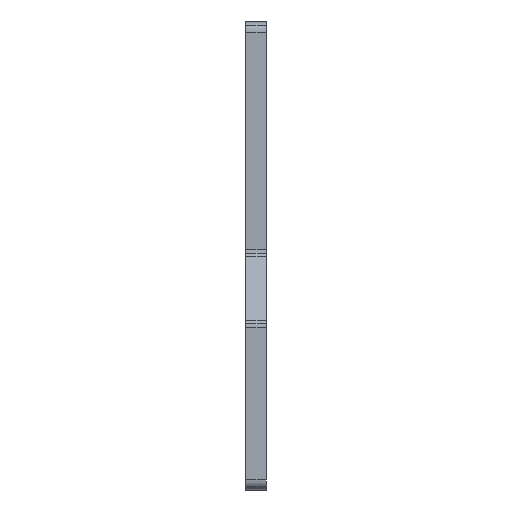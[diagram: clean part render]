
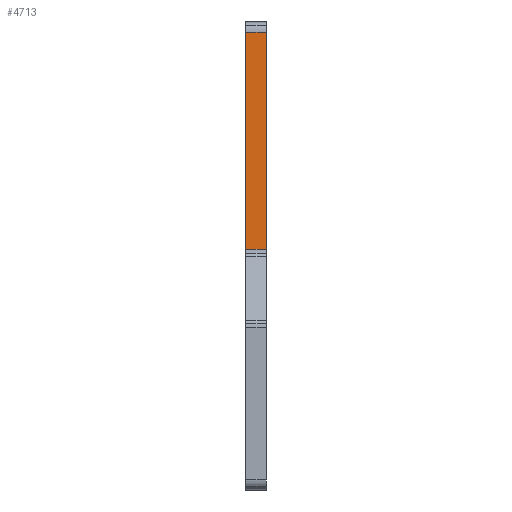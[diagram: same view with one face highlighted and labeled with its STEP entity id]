
A CAD part, left-side view. The second image highlights one B-rep face of the part: STEP entity #4713.
In plain terms, the highlighted planar face has unit normal (-1, 0, 0).
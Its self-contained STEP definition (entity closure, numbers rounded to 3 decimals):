
#689=CARTESIAN_POINT('',(-46.75,0.0,23.164));
#690=VERTEX_POINT('',#689);
#698=CARTESIAN_POINT('',(-46.75,2.0,23.164));
#699=VERTEX_POINT('',#698);
#700=CARTESIAN_POINT('',(-46.75,0.0,23.164));
#701=DIRECTION('',(0.0,1.0,0.0));
#702=VECTOR('',#701,2.0);
#703=LINE('',#700,#702);
#704=EDGE_CURVE('',#690,#699,#703,.T.);
#3623=CARTESIAN_POINT('',(-46.75,0.0,44.));
#3624=VERTEX_POINT('',#3623);
#3632=CARTESIAN_POINT('',(-46.75,0.0,23.164));
#3633=DIRECTION('',(0.0,0.0,1.0));
#3634=VECTOR('',#3633,20.836);
#3635=LINE('',#3632,#3634);
#3636=EDGE_CURVE('',#690,#3624,#3635,.T.);
#4690=CARTESIAN_POINT('',(-46.75,0.0,45.));
#4691=DIRECTION('',(-1.0,0.0,0.0));
#4692=DIRECTION('',(0.0,0.0,1.0));
#4693=AXIS2_PLACEMENT_3D('',#4690,#4691,#4692);
#4694=PLANE('',#4693);
#4695=ORIENTED_EDGE('',*,*,#704,.F.);
#4696=ORIENTED_EDGE('',*,*,#3636,.T.);
#4697=CARTESIAN_POINT('',(-46.75,2.0,44.));
#4698=VERTEX_POINT('',#4697);
#4699=CARTESIAN_POINT('',(-46.75,2.0,44.));
#4700=DIRECTION('',(0.0,-1.0,0.0));
#4701=VECTOR('',#4700,2.0);
#4702=LINE('',#4699,#4701);
#4703=EDGE_CURVE('',#4698,#3624,#4702,.T.);
#4704=ORIENTED_EDGE('',*,*,#4703,.F.);
#4705=CARTESIAN_POINT('',(-46.75,2.0,44.));
#4706=DIRECTION('',(0.0,0.0,-1.0));
#4707=VECTOR('',#4706,20.836);
#4708=LINE('',#4705,#4707);
#4709=EDGE_CURVE('',#4698,#699,#4708,.T.);
#4710=ORIENTED_EDGE('',*,*,#4709,.T.);
#4711=EDGE_LOOP('',(#4695,#4696,#4704,#4710));
#4712=FACE_OUTER_BOUND('',#4711,.T.);
#4713=ADVANCED_FACE('',(#4712),#4694,.T.);
